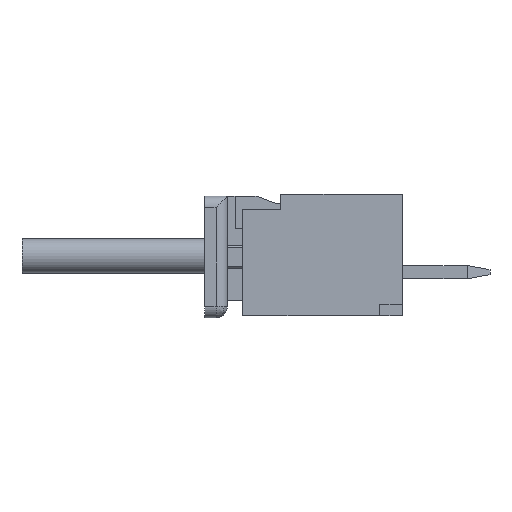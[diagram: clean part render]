
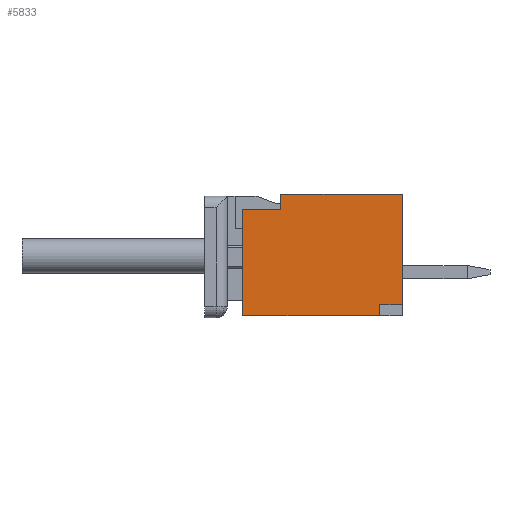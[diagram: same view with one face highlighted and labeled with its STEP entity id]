
A CAD part, left-side view. The second image highlights one B-rep face of the part: STEP entity #5833.
In plain terms, the highlighted planar face has unit normal (-1, 0, 0).
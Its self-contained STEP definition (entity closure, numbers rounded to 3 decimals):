
#73 = CARTESIAN_POINT ( 'NONE',  ( -5.25, -2.625, 0. ) ) ;
#152 = DIRECTION ( 'NONE',  ( 1., 0., 0. ) ) ;
#1955 = CARTESIAN_POINT ( 'NONE',  ( -5.25, 0., 1.2 ) ) ;
#2061 = ORIENTED_EDGE ( 'NONE', *, *, #7292, .F. ) ;
#2210 = DIRECTION ( 'NONE',  ( 0., -1., 0. ) ) ;
#2221 = ORIENTED_EDGE ( 'NONE', *, *, #4986, .F. ) ;
#2555 = ORIENTED_EDGE ( 'NONE', *, *, #14163, .F. ) ;
#3054 = CARTESIAN_POINT ( 'NONE',  ( -5.25, 0., 0. ) ) ;
#3206 = AXIS2_PLACEMENT_3D ( 'NONE', #3054, #152, #13149 ) ;
#3212 = LINE ( 'NONE', #13951, #18333 ) ;
#3348 = CARTESIAN_POINT ( 'NONE',  ( -5.25, -0.025, 1.6 ) ) ;
#3457 = DIRECTION ( 'NONE',  ( 0., 0., -1. ) ) ;
#3550 = CARTESIAN_POINT ( 'NONE',  ( -5.25, 0.975, -1.6 ) ) ;
#3642 = LINE ( 'NONE', #14928, #9956 ) ;
#4120 = CARTESIAN_POINT ( 'NONE',  ( -5.25, 0., 1.6 ) ) ;
#4488 = ORIENTED_EDGE ( 'NONE', *, *, #8675, .F. ) ;
#4986 = EDGE_CURVE ( 'NONE', #10812, #5280, #13101, .T. ) ;
#5168 = DIRECTION ( 'NONE',  ( 0., 0., 1. ) ) ;
#5280 = VERTEX_POINT ( 'NONE', #5886 ) ;
#5833 = ADVANCED_FACE ( 'NONE', ( #12184 ), #8795, .F. ) ;
#5886 = CARTESIAN_POINT ( 'NONE',  ( -5.25, -2.625, -1.6 ) ) ;
#6096 = CARTESIAN_POINT ( 'NONE',  ( -5.25, 0., -1.3 ) ) ;
#6751 = ORIENTED_EDGE ( 'NONE', *, *, #17054, .F. ) ;
#7159 = VERTEX_POINT ( 'NONE', #3550 ) ;
#7292 = EDGE_CURVE ( 'NONE', #18293, #14427, #16403, .T. ) ;
#7613 = LINE ( 'NONE', #17777, #13028 ) ;
#7947 = VERTEX_POINT ( 'NONE', #17602 ) ;
#8168 = EDGE_CURVE ( 'NONE', #7159, #11126, #17951, .T. ) ;
#8675 = EDGE_CURVE ( 'NONE', #14427, #7947, #3642, .T. ) ;
#8795 = PLANE ( 'NONE',  #3206 ) ;
#9565 = VECTOR ( 'NONE', #11892, 1000. ) ;
#9808 = ORIENTED_EDGE ( 'NONE', *, *, #8168, .F. ) ;
#9861 = DIRECTION ( 'NONE',  ( 0., -1., 0. ) ) ;
#9956 = VECTOR ( 'NONE', #16566, 1000. ) ;
#10571 = VECTOR ( 'NONE', #9861, 1000. ) ;
#10617 = DIRECTION ( 'NONE',  ( 0., 1., 0. ) ) ;
#10704 = CARTESIAN_POINT ( 'NONE',  ( -5.25, 0.975, -1.6 ) ) ;
#10812 = VERTEX_POINT ( 'NONE', #15162 ) ;
#11126 = VERTEX_POINT ( 'NONE', #15526 ) ;
#11324 = CARTESIAN_POINT ( 'NONE',  ( -5.25, -3.225, 1.6 ) ) ;
#11818 = VECTOR ( 'NONE', #2210, 1000. ) ;
#11892 = DIRECTION ( 'NONE',  ( 0., 1., 0. ) ) ;
#12064 = VERTEX_POINT ( 'NONE', #13922 ) ;
#12184 = FACE_OUTER_BOUND ( 'NONE', #13510, .T. ) ;
#13028 = VECTOR ( 'NONE', #10617, 1000. ) ;
#13101 = LINE ( 'NONE', #73, #15801 ) ;
#13149 = DIRECTION ( 'NONE',  ( 0., 0., -1. ) ) ;
#13510 = EDGE_LOOP ( 'NONE', ( #2061, #15912, #2555, #9808, #18003, #2221, #6751, #4488 ) ) ;
#13527 = EDGE_CURVE ( 'NONE', #5280, #7159, #7613, .T. ) ;
#13849 = LINE ( 'NONE', #6096, #9565 ) ;
#13922 = CARTESIAN_POINT ( 'NONE',  ( -5.25, -0.025, 1.2 ) ) ;
#13951 = CARTESIAN_POINT ( 'NONE',  ( -5.25, -0.025, 0. ) ) ;
#14163 = EDGE_CURVE ( 'NONE', #11126, #12064, #16087, .T. ) ;
#14268 = EDGE_CURVE ( 'NONE', #12064, #18293, #3212, .T. ) ;
#14427 = VERTEX_POINT ( 'NONE', #11324 ) ;
#14928 = CARTESIAN_POINT ( 'NONE',  ( -5.25, -3.225, 0. ) ) ;
#15162 = CARTESIAN_POINT ( 'NONE',  ( -5.25, -2.625, -1.3 ) ) ;
#15327 = DIRECTION ( 'NONE',  ( 0., 0., 1. ) ) ;
#15526 = CARTESIAN_POINT ( 'NONE',  ( -5.25, 0.975, 1.2 ) ) ;
#15801 = VECTOR ( 'NONE', #3457, 1000. ) ;
#15912 = ORIENTED_EDGE ( 'NONE', *, *, #14268, .F. ) ;
#16087 = LINE ( 'NONE', #1955, #11818 ) ;
#16403 = LINE ( 'NONE', #4120, #10571 ) ;
#16566 = DIRECTION ( 'NONE',  ( 0., 0., -1. ) ) ;
#17023 = VECTOR ( 'NONE', #5168, 1000. ) ;
#17054 = EDGE_CURVE ( 'NONE', #7947, #10812, #13849, .T. ) ;
#17602 = CARTESIAN_POINT ( 'NONE',  ( -5.25, -3.225, -1.3 ) ) ;
#17777 = CARTESIAN_POINT ( 'NONE',  ( -5.25, -3.225, -1.6 ) ) ;
#17951 = LINE ( 'NONE', #10704, #17023 ) ;
#18003 = ORIENTED_EDGE ( 'NONE', *, *, #13527, .F. ) ;
#18293 = VERTEX_POINT ( 'NONE', #3348 ) ;
#18333 = VECTOR ( 'NONE', #15327, 1000. ) ;
